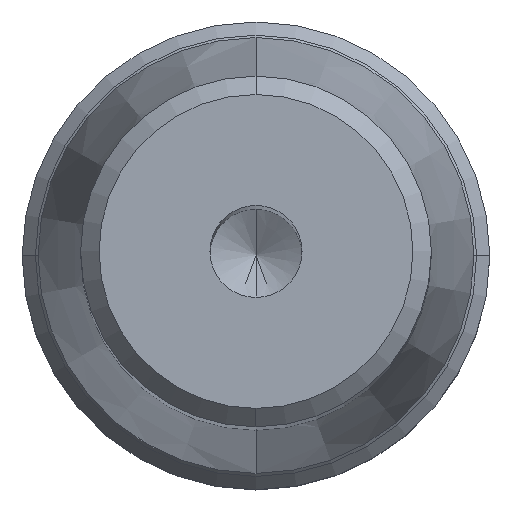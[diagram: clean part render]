
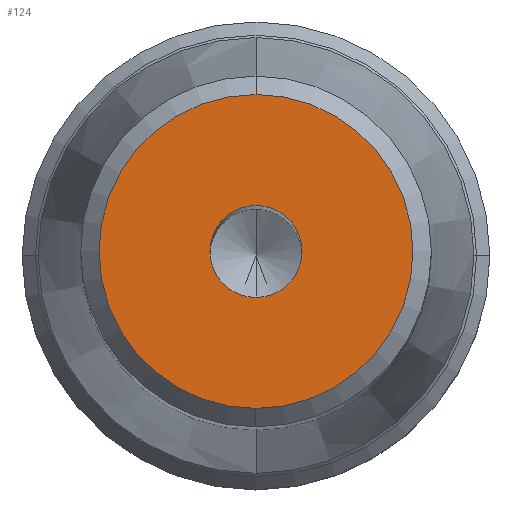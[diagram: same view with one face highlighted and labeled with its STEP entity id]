
A CAD part, top view. The second image highlights one B-rep face of the part: STEP entity #124.
In plain terms, the highlighted planar face has unit normal (0, 0, 1).
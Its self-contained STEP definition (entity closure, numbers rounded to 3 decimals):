
#53=PLANE('',#1065);
#60=FACE_BOUND('',#262,.T.);
#61=FACE_BOUND('',#263,.T.);
#124=ADVANCED_FACE('',(#60,#61),#53,.F.);
#262=EDGE_LOOP('',(#523,#524));
#263=EDGE_LOOP('',(#525,#526));
#523=ORIENTED_EDGE('',*,*,#763,.F.);
#524=ORIENTED_EDGE('',*,*,#764,.F.);
#525=ORIENTED_EDGE('',*,*,#765,.F.);
#526=ORIENTED_EDGE('',*,*,#766,.F.);
#651=VERTEX_POINT('',#1653);
#652=VERTEX_POINT('',#1655);
#653=VERTEX_POINT('',#1660);
#654=VERTEX_POINT('',#1661);
#763=EDGE_CURVE('',#652,#651,#865,.T.);
#764=EDGE_CURVE('',#651,#652,#866,.T.);
#765=EDGE_CURVE('',#653,#654,#867,.T.);
#766=EDGE_CURVE('',#654,#653,#868,.T.);
#865=CIRCLE('',#1060,8.525);
#866=CIRCLE('',#1062,8.525);
#867=CIRCLE('',#1063,2.5);
#868=CIRCLE('',#1064,2.5);
#1060=AXIS2_PLACEMENT_3D('',#1656,#1363,#1364);
#1062=AXIS2_PLACEMENT_3D('',#1658,#1367,#1368);
#1063=AXIS2_PLACEMENT_3D('',#1659,#1369,#1370);
#1064=AXIS2_PLACEMENT_3D('',#1662,#1371,#1372);
#1065=AXIS2_PLACEMENT_3D('',#1663,#1373,#1374);
#1363=DIRECTION('',(0.,0.,-1.));
#1364=DIRECTION('',(0.,1.,0.));
#1367=DIRECTION('',(0.,0.,-1.));
#1368=DIRECTION('',(0.,-1.,0.));
#1369=DIRECTION('',(0.,0.,1.));
#1370=DIRECTION('',(0.,-1.,0.));
#1371=DIRECTION('',(0.,0.,1.));
#1372=DIRECTION('',(0.,1.,0.));
#1373=DIRECTION('',(0.,0.,-1.));
#1374=DIRECTION('',(0.,-1.,0.));
#1653=CARTESIAN_POINT('',(0.,-8.525,0.));
#1655=CARTESIAN_POINT('',(0.,8.525,0.));
#1656=CARTESIAN_POINT('',(0.,0.,0.));
#1658=CARTESIAN_POINT('',(0.,0.,0.));
#1659=CARTESIAN_POINT('',(0.,0.,0.));
#1660=CARTESIAN_POINT('',(0.,-2.5,0.));
#1661=CARTESIAN_POINT('',(0.,2.5,0.));
#1662=CARTESIAN_POINT('',(0.,0.,0.));
#1663=CARTESIAN_POINT('',(0.,0.,0.));
